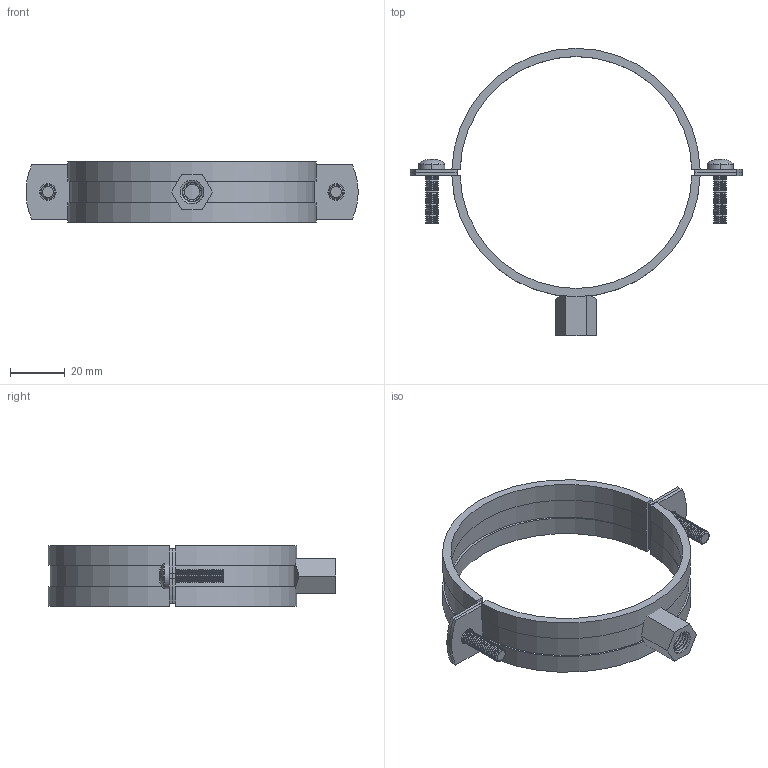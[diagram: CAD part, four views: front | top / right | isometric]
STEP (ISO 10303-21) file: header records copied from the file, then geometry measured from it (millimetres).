
FILE_DESCRIPTION (( 'STEP AP214' ), '1' );
FILE_NAME ('R511-083.STEP', '2024-09-06T10:12:22', ( '' ), ( '' ), 'SwSTEP 2.0', 'SolidWorks 2024', '' );
FILE_SCHEMA (( 'AUTOMOTIVE_DESIGN' ));
Length unit declared in the file: millimetre
Products named in the file (4): 87mm Clamp; R511-083; M8 -M10 Nut; pan head cross recess screw_bsi_BS EN ISO 7045 - M5 x 20 - Z - 20S
Assembly tree (4 placements, depth 2):
  R511-083
    87mm Clamp
    M8 -M10 Nut
    pan head cross recess screw_bsi_BS EN ISO 7045 - M5 x 20 - Z - 20S  x2
Bounding box: 121.37 x 105.02 x 22 mm (x, y, z)
Volume: 19813.7 mm3; surface area: 22475.2 mm2
Topology: 6 solids, 6 shells, 470 faces, 1239 edges, 780 vertices
Faces by surface type: cone 200, cylinder 161, plane 91, torus 8, bspline 6, sphere 4
Entity records: 11415 total; most frequent: CARTESIAN_POINT 3859, DIRECTION 1658, ORIENTED_EDGE 1558, EDGE_CURVE 779, AXIS2_PLACEMENT_3D 658, VERTEX_POINT 495, CIRCLE 361, LINE 342
